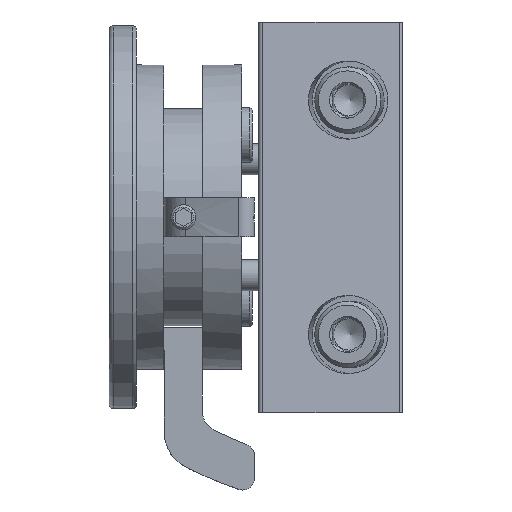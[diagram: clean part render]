
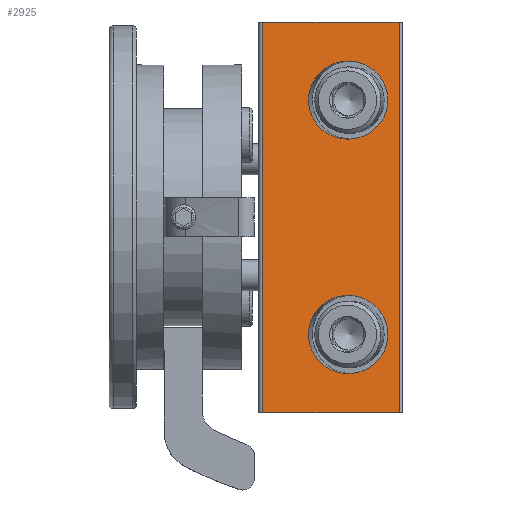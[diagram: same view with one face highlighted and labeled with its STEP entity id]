
A CAD part, left-side view. The second image highlights one B-rep face of the part: STEP entity #2925.
In plain terms, the highlighted face is planar.
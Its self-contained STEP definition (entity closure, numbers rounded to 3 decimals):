
#22=ELLIPSE('',#3540,5.121,5.);
#23=ELLIPSE('',#3541,5.121,5.);
#200=PLANE('',#3539);
#893=ORIENTED_EDGE('',*,*,#1404,.F.);
#894=ORIENTED_EDGE('',*,*,#1405,.F.);
#895=ORIENTED_EDGE('',*,*,#1406,.T.);
#896=ORIENTED_EDGE('',*,*,#1407,.F.);
#897=ORIENTED_EDGE('',*,*,#1408,.F.);
#898=ORIENTED_EDGE('',*,*,#1402,.T.);
#1402=EDGE_CURVE('',#1707,#1706,#1901,.T.);
#1404=EDGE_CURVE('',#1708,#1708,#22,.F.);
#1405=EDGE_CURVE('',#1709,#1709,#23,.F.);
#1406=EDGE_CURVE('',#1706,#1710,#1902,.T.);
#1407=EDGE_CURVE('',#1711,#1710,#1903,.T.);
#1408=EDGE_CURVE('',#1707,#1711,#1904,.T.);
#1706=VERTEX_POINT('',#5254);
#1707=VERTEX_POINT('',#5256);
#1708=VERTEX_POINT('',#5260);
#1709=VERTEX_POINT('',#5262);
#1710=VERTEX_POINT('',#5264);
#1711=VERTEX_POINT('',#5266);
#1901=LINE('',#5255,#2077);
#1902=LINE('',#5263,#2078);
#1903=LINE('',#5265,#2079);
#1904=LINE('',#5267,#2080);
#2077=VECTOR('',#4276,1000.);
#2078=VECTOR('',#4285,1000.);
#2079=VECTOR('',#4286,1000.);
#2080=VECTOR('',#4287,1000.);
#2344=EDGE_LOOP('',(#893));
#2345=EDGE_LOOP('',(#894));
#2346=EDGE_LOOP('',(#895,#896,#897,#898));
#2641=FACE_BOUND('',#2344,.T.);
#2642=FACE_BOUND('',#2345,.T.);
#2643=FACE_BOUND('',#2346,.T.);
#2925=ADVANCED_FACE('',(#2641,#2642,#2643),#200,.F.);
#3539=AXIS2_PLACEMENT_3D('',#5258,#4279,#4280);
#3540=AXIS2_PLACEMENT_3D('',#5259,#4281,#4282);
#3541=AXIS2_PLACEMENT_3D('',#5261,#4283,#4284);
#4276=DIRECTION('',(0.,0.,-1.));
#4279=DIRECTION('',(-0.993,0.122,0.));
#4280=DIRECTION('',(-0.122,-0.993,0.));
#4281=DIRECTION('',(-0.993,0.122,0.));
#4282=DIRECTION('',(0.122,0.993,0.));
#4283=DIRECTION('',(-0.993,0.122,0.));
#4284=DIRECTION('',(0.122,0.993,0.));
#4285=DIRECTION('',(0.122,0.993,0.));
#4286=DIRECTION('',(0.,0.,-1.));
#4287=DIRECTION('',(0.122,0.993,0.));
#5254=CARTESIAN_POINT('',(6.915,0.439,-25.));
#5255=CARTESIAN_POINT('',(6.915,0.439,25.));
#5256=CARTESIAN_POINT('',(6.915,0.439,25.));
#5258=CARTESIAN_POINT('',(6.915,0.439,25.));
#5259=CARTESIAN_POINT('',(7.721,7.,-15.));
#5260=CARTESIAN_POINT('',(8.345,12.083,-15.));
#5261=CARTESIAN_POINT('',(7.721,7.,15.));
#5262=CARTESIAN_POINT('',(8.345,12.083,15.));
#5263=CARTESIAN_POINT('',(6.915,0.439,-25.));
#5264=CARTESIAN_POINT('',(9.064,17.939,-25.));
#5265=CARTESIAN_POINT('',(9.064,17.939,25.));
#5266=CARTESIAN_POINT('',(9.064,17.939,25.));
#5267=CARTESIAN_POINT('',(6.915,0.439,25.));
